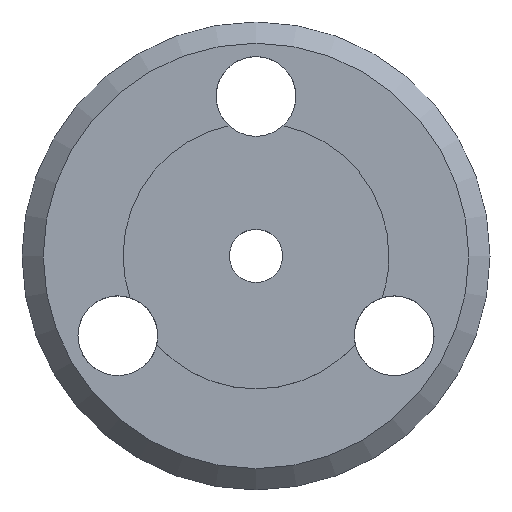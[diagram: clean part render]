
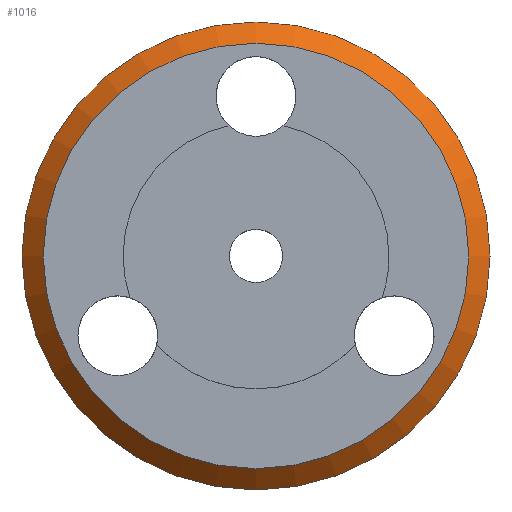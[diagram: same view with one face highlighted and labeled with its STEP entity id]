
A CAD part, top view. The second image highlights one B-rep face of the part: STEP entity #1016.
In plain terms, the highlighted conical face has half-angle 45 degrees and reference radius 8.8 mm.
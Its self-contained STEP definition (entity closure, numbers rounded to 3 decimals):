
#108 = CONICAL_SURFACE('',#109,8.,0.785);
#109 = AXIS2_PLACEMENT_3D('',#110,#111,#112);
#110 = CARTESIAN_POINT('',(0.,0.,1.6));
#111 = DIRECTION('',(0.,0.,1.));
#112 = DIRECTION('',(1.,0.,0.));
#125 = VERTEX_POINT('',#126);
#126 = CARTESIAN_POINT('',(8.8,0.,2.4));
#147 = EDGE_CURVE('',#125,#125,#148,.T.);
#148 = SURFACE_CURVE('',#149,(#154,#161),.PCURVE_S1.);
#149 = CIRCLE('',#150,8.8);
#150 = AXIS2_PLACEMENT_3D('',#151,#152,#153);
#151 = CARTESIAN_POINT('',(0.,0.,2.4));
#152 = DIRECTION('',(0.,0.,-1.));
#153 = DIRECTION('',(1.,0.,0.));
#154 = PCURVE('',#108,#155);
#155 = DEFINITIONAL_REPRESENTATION('',(#156),#160);
#156 = LINE('',#157,#158);
#157 = CARTESIAN_POINT('',(-0.,0.8));
#158 = VECTOR('',#159,1.);
#159 = DIRECTION('',(-1.,0.));
#160 = ( GEOMETRIC_REPRESENTATION_CONTEXT(2) 
PARAMETRIC_REPRESENTATION_CONTEXT() REPRESENTATION_CONTEXT('2D SPACE',''
  ) );
#161 = PCURVE('',#162,#167);
#162 = CONICAL_SURFACE('',#163,8.8,0.785);
#163 = AXIS2_PLACEMENT_3D('',#164,#165,#166);
#164 = CARTESIAN_POINT('',(0.,0.,2.4));
#165 = DIRECTION('',(0.,0.,-1.));
#166 = DIRECTION('',(1.,0.,0.));
#167 = DEFINITIONAL_REPRESENTATION('',(#168),#172);
#168 = LINE('',#169,#170);
#169 = CARTESIAN_POINT('',(0.,-0.));
#170 = VECTOR('',#171,1.);
#171 = DIRECTION('',(1.,-0.));
#172 = ( GEOMETRIC_REPRESENTATION_CONTEXT(2) 
PARAMETRIC_REPRESENTATION_CONTEXT() REPRESENTATION_CONTEXT('2D SPACE',''
  ) );
#225 = PLANE('',#226);
#226 = AXIS2_PLACEMENT_3D('',#227,#228,#229);
#227 = CARTESIAN_POINT('',(0.,0.,3.2));
#228 = DIRECTION('',(0.,0.,-1.));
#229 = DIRECTION('',(1.,0.,0.));
#382 = EDGE_CURVE('',#383,#383,#385,.T.);
#383 = VERTEX_POINT('',#384);
#384 = CARTESIAN_POINT('',(8.,0.,3.2));
#385 = SURFACE_CURVE('',#386,(#391,#398),.PCURVE_S1.);
#386 = CIRCLE('',#387,8.);
#387 = AXIS2_PLACEMENT_3D('',#388,#389,#390);
#388 = CARTESIAN_POINT('',(0.,0.,3.2));
#389 = DIRECTION('',(0.,0.,-1.));
#390 = DIRECTION('',(1.,0.,0.));
#391 = PCURVE('',#225,#392);
#392 = DEFINITIONAL_REPRESENTATION('',(#393),#397);
#393 = CIRCLE('',#394,8.);
#394 = AXIS2_PLACEMENT_2D('',#395,#396);
#395 = CARTESIAN_POINT('',(0.,0.));
#396 = DIRECTION('',(1.,0.));
#397 = ( GEOMETRIC_REPRESENTATION_CONTEXT(2) 
PARAMETRIC_REPRESENTATION_CONTEXT() REPRESENTATION_CONTEXT('2D SPACE',''
  ) );
#398 = PCURVE('',#162,#399);
#399 = DEFINITIONAL_REPRESENTATION('',(#400),#403);
#400 = B_SPLINE_CURVE_WITH_KNOTS('',1,(#401,#402),.UNSPECIFIED.,.F.,.F.,
  (2,2),(0.,6.283),.PIECEWISE_BEZIER_KNOTS.);
#401 = CARTESIAN_POINT('',(0.,-0.8));
#402 = CARTESIAN_POINT('',(6.283,-0.8));
#403 = ( GEOMETRIC_REPRESENTATION_CONTEXT(2) 
PARAMETRIC_REPRESENTATION_CONTEXT() REPRESENTATION_CONTEXT('2D SPACE',''
  ) );
#1016 = ADVANCED_FACE('',(#1017),#162,.T.);
#1017 = FACE_BOUND('',#1018,.F.);
#1018 = EDGE_LOOP('',(#1019,#1020,#1041,#1042));
#1019 = ORIENTED_EDGE('',*,*,#147,.T.);
#1020 = ORIENTED_EDGE('',*,*,#1021,.T.);
#1021 = EDGE_CURVE('',#125,#383,#1022,.T.);
#1022 = SEAM_CURVE('',#1023,(#1027,#1034),.PCURVE_S1.);
#1023 = LINE('',#1024,#1025);
#1024 = CARTESIAN_POINT('',(8.8,0.,2.4));
#1025 = VECTOR('',#1026,1.);
#1026 = DIRECTION('',(-0.707,0.,0.707)
  );
#1027 = PCURVE('',#162,#1028);
#1028 = DEFINITIONAL_REPRESENTATION('',(#1029),#1033);
#1029 = LINE('',#1030,#1031);
#1030 = CARTESIAN_POINT('',(0.,-0.));
#1031 = VECTOR('',#1032,1.);
#1032 = DIRECTION('',(0.,-1.));
#1033 = ( GEOMETRIC_REPRESENTATION_CONTEXT(2) 
PARAMETRIC_REPRESENTATION_CONTEXT() REPRESENTATION_CONTEXT('2D SPACE',''
  ) );
#1034 = PCURVE('',#162,#1035);
#1035 = DEFINITIONAL_REPRESENTATION('',(#1036),#1040);
#1036 = LINE('',#1037,#1038);
#1037 = CARTESIAN_POINT('',(6.283,-0.));
#1038 = VECTOR('',#1039,1.);
#1039 = DIRECTION('',(0.,-1.));
#1040 = ( GEOMETRIC_REPRESENTATION_CONTEXT(2) 
PARAMETRIC_REPRESENTATION_CONTEXT() REPRESENTATION_CONTEXT('2D SPACE',''
  ) );
#1041 = ORIENTED_EDGE('',*,*,#382,.F.);
#1042 = ORIENTED_EDGE('',*,*,#1021,.F.);
